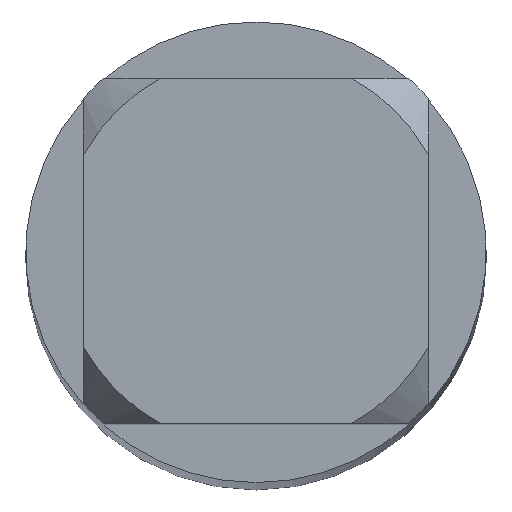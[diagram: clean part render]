
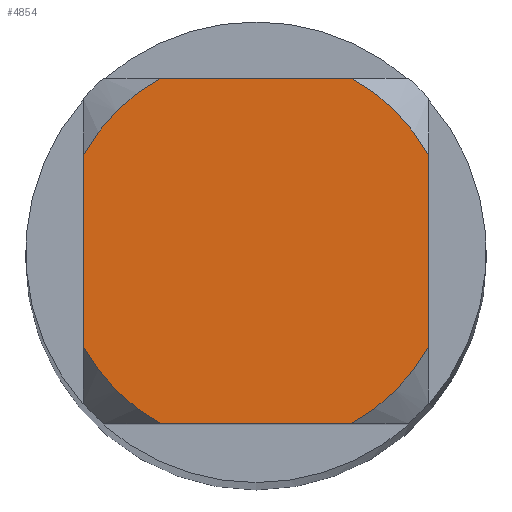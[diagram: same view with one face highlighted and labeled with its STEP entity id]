
A CAD part, top view. The second image highlights one B-rep face of the part: STEP entity #4854.
In plain terms, the highlighted planar face has unit normal (0, 0, 1).
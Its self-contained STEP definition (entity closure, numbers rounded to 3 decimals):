
#2088=EDGE_CURVE('',#2522,#2988,#5750,.T.);
#2522=VERTEX_POINT('',#6218);
#2710=VERTEX_POINT('',#6418);
#2988=VERTEX_POINT('',#6724);
#3096=EDGE_CURVE('',#3254,#2710,#6840,.T.);
#3166=VERTEX_POINT('',#6921);
#3214=EDGE_CURVE('',#3166,#4458,#6972,.T.);
#3254=VERTEX_POINT('',#7015);
#3488=EDGE_CURVE('',#3166,#4418,#7267,.T.);
#4418=VERTEX_POINT('',#8299);
#4458=VERTEX_POINT('',#8340);
#4830=VERTEX_POINT('',#8740);
#4854=ADVANCED_FACE('',(#8767),#8768,.T.);
#4868=EDGE_CURVE('',#2522,#2710,#8782,.T.);
#5226=EDGE_CURVE('',#4830,#2988,#9174,.T.);
#5354=EDGE_CURVE('',#3254,#4418,#9314,.T.);
#5356=EDGE_CURVE('',#4830,#4458,#9316,.T.);
#5750=LINE('',#9935,#9936);
#6218=CARTESIAN_POINT('',(1.05,-0.581,0.0));
#6418=CARTESIAN_POINT('',(0.581,-1.05,0.0));
#6724=CARTESIAN_POINT('',(1.05,0.581,0.0));
#6840=LINE('',#11773,#11774);
#6921=CARTESIAN_POINT('',(-1.05,0.581,0.0));
#6972=CIRCLE('',#11974,1.2);
#7015=CARTESIAN_POINT('',(-0.581,-1.05,0.0));
#7267=LINE('',#12491,#12492);
#8299=CARTESIAN_POINT('',(-1.05,-0.581,0.0));
#8340=CARTESIAN_POINT('',(-0.581,1.05,0.0));
#8740=CARTESIAN_POINT('',(0.581,1.05,0.0));
#8767=FACE_OUTER_BOUND('',#14994,.T.);
#8768=PLANE('',#14995);
#8782=CIRCLE('',#15025,1.2);
#9174=CIRCLE('',#15604,1.2);
#9314=CIRCLE('',#15809,1.2);
#9316=LINE('',#15812,#15813);
#9935=CARTESIAN_POINT('',(1.05,0.3,0.0));
#9936=VECTOR('',#16464,1.0);
#11773=CARTESIAN_POINT('',(0.0,-1.05,0.0));
#11774=VECTOR('',#17703,1.0);
#11974=AXIS2_PLACEMENT_3D('',#17871,#17872,#17873);
#12491=CARTESIAN_POINT('',(-1.05,0.3,0.0));
#12492=VECTOR('',#18169,1.0);
#14994=EDGE_LOOP('',(#19813,#19814,#19815,#19816,#19817,#19818,#19819,#19820));
#14995=AXIS2_PLACEMENT_3D('',#19821,#19822,#19823);
#15025=AXIS2_PLACEMENT_3D('',#19828,#19829,#19830);
#15604=AXIS2_PLACEMENT_3D('',#20264,#20265,#20266);
#15809=AXIS2_PLACEMENT_3D('',#20423,#20424,#20425);
#15812=CARTESIAN_POINT('',(0.0,1.05,0.0));
#15813=VECTOR('',#20426,1.0);
#16464=DIRECTION('',(-0.0,1.0,0.0));
#17703=DIRECTION('',(1.0,0.0,0.0));
#17871=CARTESIAN_POINT('',(0.0,0.0,0.0));
#17872=DIRECTION('',(0.0,0.0,-1.0));
#17873=DIRECTION('',(0.0,1.0,0.0));
#18169=DIRECTION('',(-0.0,-1.0,0.0));
#19813=ORIENTED_EDGE('',*,*,#3488,.T.);
#19814=ORIENTED_EDGE('',*,*,#5354,.F.);
#19815=ORIENTED_EDGE('',*,*,#3096,.T.);
#19816=ORIENTED_EDGE('',*,*,#4868,.F.);
#19817=ORIENTED_EDGE('',*,*,#2088,.T.);
#19818=ORIENTED_EDGE('',*,*,#5226,.F.);
#19819=ORIENTED_EDGE('',*,*,#5356,.T.);
#19820=ORIENTED_EDGE('',*,*,#3214,.F.);
#19821=CARTESIAN_POINT('',(0.0,0.6,0.0));
#19822=DIRECTION('',(-0.0,0.0,1.0));
#19823=DIRECTION('',(0.0,-1.0,0.0));
#19828=CARTESIAN_POINT('',(0.0,0.0,0.0));
#19829=DIRECTION('',(0.0,0.0,-1.0));
#19830=DIRECTION('',(0.0,1.0,0.0));
#20264=CARTESIAN_POINT('',(0.0,0.0,0.0));
#20265=DIRECTION('',(0.0,0.0,-1.0));
#20266=DIRECTION('',(0.0,1.0,0.0));
#20423=CARTESIAN_POINT('',(0.0,0.0,0.0));
#20424=DIRECTION('',(0.0,0.0,-1.0));
#20425=DIRECTION('',(0.0,1.0,0.0));
#20426=DIRECTION('',(-1.0,0.0,0.0));
